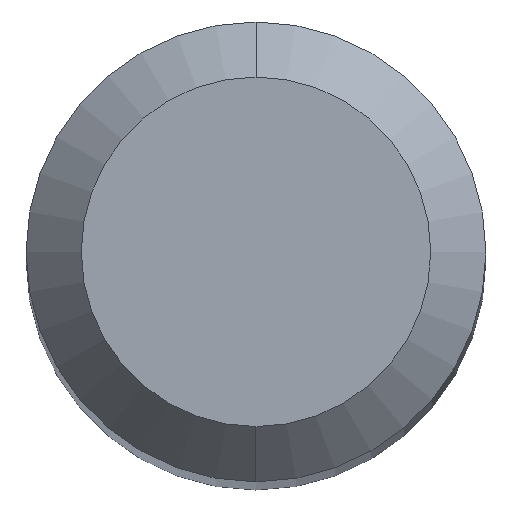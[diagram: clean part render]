
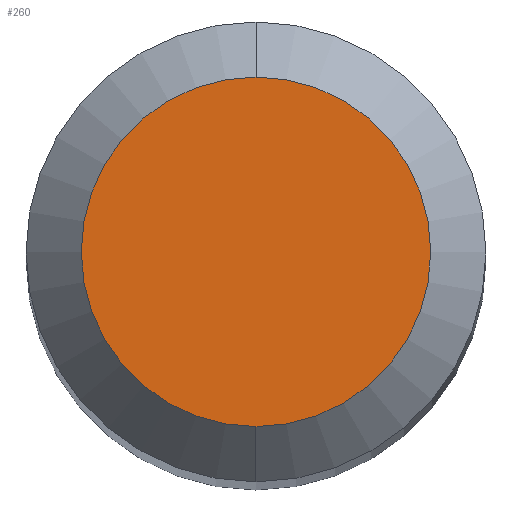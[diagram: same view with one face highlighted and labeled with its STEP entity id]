
A CAD part, top view. The second image highlights one B-rep face of the part: STEP entity #260.
In plain terms, the highlighted planar face has unit normal (0, 0, 1).
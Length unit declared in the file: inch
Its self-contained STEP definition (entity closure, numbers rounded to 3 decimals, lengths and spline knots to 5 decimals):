
#71 = CIRCLE ( 'NONE', #447, 0.0475 ) ;
#78 = CARTESIAN_POINT ( 'NONE',  ( 0., 0.0475, 0. ) ) ;
#96 = CARTESIAN_POINT ( 'NONE',  ( 0., -0.0475, 0. ) ) ;
#102 = DIRECTION ( 'NONE',  ( 0., -1., 0. ) ) ;
#107 = CARTESIAN_POINT ( 'NONE',  ( 0., 0.0475, 0. ) ) ;
#144 = EDGE_CURVE ( 'NONE', #505, #304, #147, .T. ) ;
#147 = CIRCLE ( 'NONE', #420, 0.0475 ) ;
#219 = PLANE ( 'NONE',  #438 ) ;
#231 = ORIENTED_EDGE ( 'NONE', *, *, #144, .T. ) ;
#250 = CARTESIAN_POINT ( 'NONE',  ( 0., 0., 0. ) ) ;
#260 = ADVANCED_FACE ( 'NONE', ( #373 ), #219, .F. ) ;
#274 = EDGE_CURVE ( 'NONE', #304, #505, #71, .T. ) ;
#288 = DIRECTION ( 'NONE',  ( 0., 0., 1. ) ) ;
#292 = DIRECTION ( 'NONE',  ( 0., 1., 0. ) ) ;
#304 = VERTEX_POINT ( 'NONE', #78 ) ;
#332 = DIRECTION ( 'NONE',  ( 0., -1., 0. ) ) ;
#337 = EDGE_LOOP ( 'NONE', ( #510, #231 ) ) ;
#373 = FACE_OUTER_BOUND ( 'NONE', #337, .T. ) ;
#404 = CARTESIAN_POINT ( 'NONE',  ( 0., 0., 0. ) ) ;
#420 = AXIS2_PLACEMENT_3D ( 'NONE', #404, #441, #332 ) ;
#438 = AXIS2_PLACEMENT_3D ( 'NONE', #107, #484, #292 ) ;
#441 = DIRECTION ( 'NONE',  ( 0., 0., 1. ) ) ;
#447 = AXIS2_PLACEMENT_3D ( 'NONE', #250, #288, #102 ) ;
#484 = DIRECTION ( 'NONE',  ( 0., 0., -1. ) ) ;
#505 = VERTEX_POINT ( 'NONE', #96 ) ;
#510 = ORIENTED_EDGE ( 'NONE', *, *, #274, .T. ) ;
